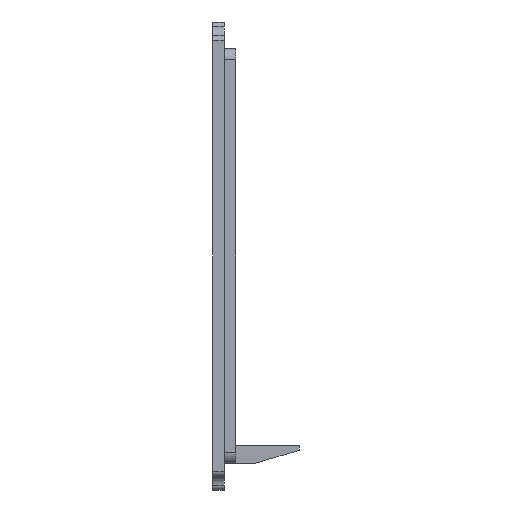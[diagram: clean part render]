
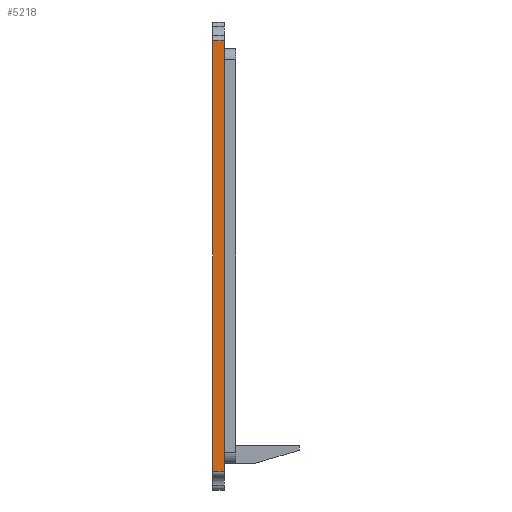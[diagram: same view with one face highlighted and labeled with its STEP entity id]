
A CAD part, left-side view. The second image highlights one B-rep face of the part: STEP entity #5218.
In plain terms, the highlighted planar face has unit normal (-1, 0, 0).
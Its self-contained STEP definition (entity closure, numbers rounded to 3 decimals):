
#57 = CARTESIAN_POINT ( 'NONE',  ( -168.2, 10., 94.736 ) ) ;
#192 = FACE_OUTER_BOUND ( 'NONE', #609, .T. ) ;
#548 = DIRECTION ( 'NONE',  ( 0., 1., 0. ) ) ;
#609 = EDGE_LOOP ( 'NONE', ( #4566, #1473, #2682, #4743 ) ) ;
#906 = VERTEX_POINT ( 'NONE', #5830 ) ;
#977 = VECTOR ( 'NONE', #2693, 1000. ) ;
#1460 = PLANE ( 'NONE',  #3986 ) ;
#1473 = ORIENTED_EDGE ( 'NONE', *, *, #3757, .T. ) ;
#1641 = CARTESIAN_POINT ( 'NONE',  ( -168.2, 5., 94.736 ) ) ;
#1711 = VERTEX_POINT ( 'NONE', #4724 ) ;
#1753 = LINE ( 'NONE', #1641, #5298 ) ;
#2010 = EDGE_CURVE ( 'NONE', #6149, #906, #5823, .T. ) ;
#2021 = VERTEX_POINT ( 'NONE', #5895 ) ;
#2126 = EDGE_CURVE ( 'NONE', #2021, #1711, #1753, .T. ) ;
#2674 = CARTESIAN_POINT ( 'NONE',  ( -168.2, 10., -94.736 ) ) ;
#2682 = ORIENTED_EDGE ( 'NONE', *, *, #2010, .F. ) ;
#2693 = DIRECTION ( 'NONE',  ( 0., -1., 0. ) ) ;
#3456 = DIRECTION ( 'NONE',  ( 0., 0., 1. ) ) ;
#3534 = LINE ( 'NONE', #2674, #977 ) ;
#3757 = EDGE_CURVE ( 'NONE', #2021, #906, #5194, .T. ) ;
#3819 = CARTESIAN_POINT ( 'NONE',  ( -168.2, 10., -102.87 ) ) ;
#3875 = DIRECTION ( 'NONE',  ( 1., 0., 0. ) ) ;
#3986 = AXIS2_PLACEMENT_3D ( 'NONE', #3819, #3875, #4859 ) ;
#4063 = VECTOR ( 'NONE', #3456, 1000. ) ;
#4427 = VECTOR ( 'NONE', #548, 1000. ) ;
#4483 = DIRECTION ( 'NONE',  ( 0., 0., -1. ) ) ;
#4566 = ORIENTED_EDGE ( 'NONE', *, *, #2126, .F. ) ;
#4724 = CARTESIAN_POINT ( 'NONE',  ( -168.2, 5., -94.736 ) ) ;
#4743 = ORIENTED_EDGE ( 'NONE', *, *, #5633, .T. ) ;
#4859 = DIRECTION ( 'NONE',  ( 0., 0., -1. ) ) ;
#5194 = LINE ( 'NONE', #57, #4427 ) ;
#5218 = ADVANCED_FACE ( 'NONE', ( #192 ), #1460, .F. ) ;
#5298 = VECTOR ( 'NONE', #4483, 1000. ) ;
#5633 = EDGE_CURVE ( 'NONE', #6149, #1711, #3534, .T. ) ;
#5731 = CARTESIAN_POINT ( 'NONE',  ( -168.2, 10., -94.736 ) ) ;
#5823 = LINE ( 'NONE', #5838, #4063 ) ;
#5830 = CARTESIAN_POINT ( 'NONE',  ( -168.2, 10., 94.736 ) ) ;
#5838 = CARTESIAN_POINT ( 'NONE',  ( -168.2, 10., -102.87 ) ) ;
#5895 = CARTESIAN_POINT ( 'NONE',  ( -168.2, 5., 94.736 ) ) ;
#6149 = VERTEX_POINT ( 'NONE', #5731 ) ;
